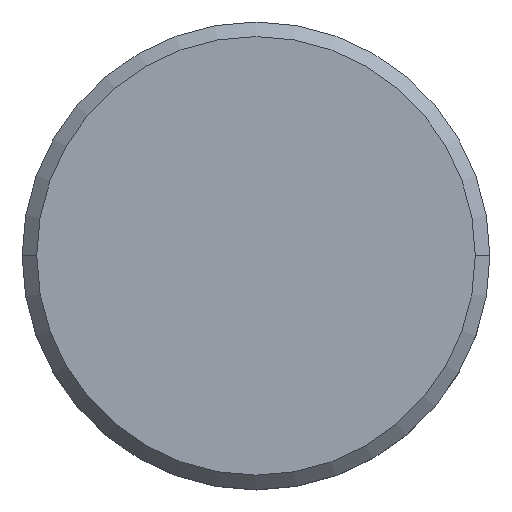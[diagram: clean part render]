
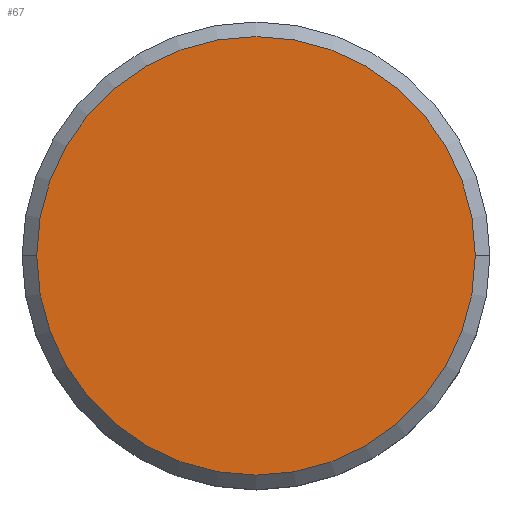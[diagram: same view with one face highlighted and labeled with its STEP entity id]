
A CAD part, top view. The second image highlights one B-rep face of the part: STEP entity #67.
In plain terms, the highlighted planar face has unit normal (0, 0, 1).
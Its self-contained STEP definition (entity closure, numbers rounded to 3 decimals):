
#67=ADVANCED_FACE('',(#170),#171,.T.);
#87=EDGE_CURVE('',#117,#139,#194,.T.);
#111=EDGE_CURVE('',#139,#117,#222,.T.);
#117=VERTEX_POINT('',#228);
#139=VERTEX_POINT('',#253);
#170=FACE_OUTER_BOUND('',#275,.T.);
#171=PLANE('',#276);
#194=CIRCLE('',#309,7.5);
#222=CIRCLE('',#340,7.5);
#228=CARTESIAN_POINT('',(-7.5,0.,5.0));
#253=CARTESIAN_POINT('',(7.5,0.,5.0));
#275=EDGE_LOOP('',(#402,#403));
#276=AXIS2_PLACEMENT_3D('',#404,#405,#406);
#309=AXIS2_PLACEMENT_3D('',#440,#441,#442);
#340=AXIS2_PLACEMENT_3D('',#479,#480,#481);
#402=ORIENTED_EDGE('',*,*,#111,.F.);
#403=ORIENTED_EDGE('',*,*,#87,.F.);
#404=CARTESIAN_POINT('',(3.75,0.,5.0));
#405=DIRECTION('',(0.0,0.,1.0));
#406=DIRECTION('',(-1.0,0.0,0.0));
#440=CARTESIAN_POINT('',(0.0,0.,5.0));
#441=DIRECTION('',(0.0,0.,-1.0));
#442=DIRECTION('',(1.0,0.0,0.0));
#479=CARTESIAN_POINT('',(0.0,0.,5.0));
#480=DIRECTION('',(0.0,0.,-1.0));
#481=DIRECTION('',(1.0,0.0,0.0));
